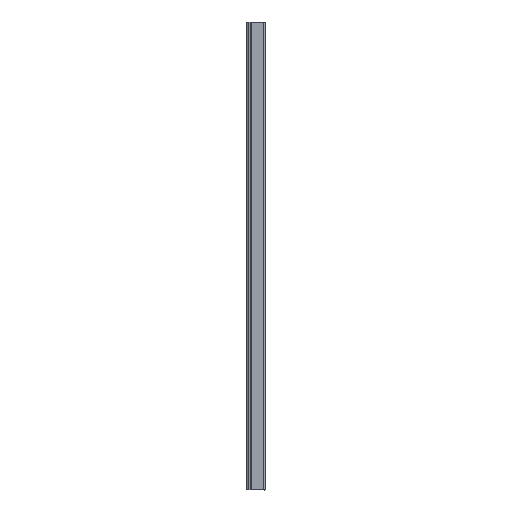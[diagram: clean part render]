
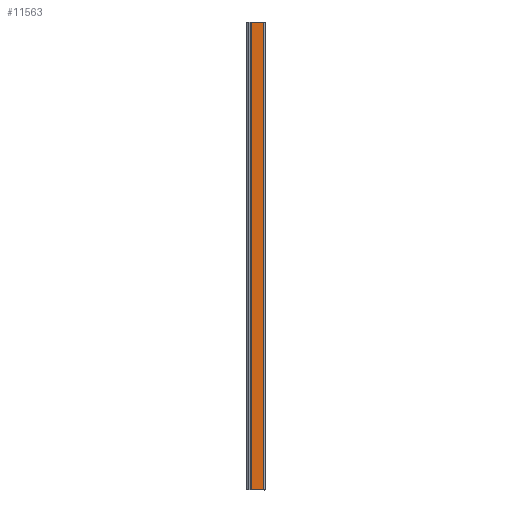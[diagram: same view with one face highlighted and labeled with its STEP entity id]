
A CAD part, left-side view. The second image highlights one B-rep face of the part: STEP entity #11563.
In plain terms, the highlighted face is planar.
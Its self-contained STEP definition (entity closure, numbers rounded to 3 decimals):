
#6507=ORIENTED_EDGE('',*,*,#8233,.T.);
#6508=ORIENTED_EDGE('',*,*,#8393,.T.);
#6509=ORIENTED_EDGE('',*,*,#8376,.F.);
#6510=ORIENTED_EDGE('',*,*,#8394,.F.);
#6994=VECTOR('',#9457,1.);
#7087=VECTOR('',#9656,1.);
#7101=VECTOR('',#9694,1.);
#7102=VECTOR('',#9697,1.);
#7381=LINE('',#10538,#6994);
#7474=LINE('',#10824,#7087);
#7488=LINE('',#10857,#7101);
#7489=LINE('',#10859,#7102);
#7770=VERTEX_POINT('',#10535);
#7771=VERTEX_POINT('',#10537);
#7910=VERTEX_POINT('',#10821);
#7911=VERTEX_POINT('',#10823);
#8233=EDGE_CURVE('',#7771,#7770,#7381,.T.);
#8376=EDGE_CURVE('',#7910,#7911,#7474,.T.);
#8393=EDGE_CURVE('',#7770,#7911,#7488,.T.);
#8394=EDGE_CURVE('',#7771,#7910,#7489,.T.);
#8578=EDGE_LOOP('',(#6507,#6508,#6509,#6510));
#8763=FACE_BOUND('',#8578,.T.);
#9457=DIRECTION('',(0.,-25.7,0.));
#9656=DIRECTION('',(0.,-25.7,0.));
#9694=DIRECTION('',(-1000.,0.,0.));
#9695=DIRECTION('',(0.,0.,-1.));
#9696=DIRECTION('',(0.,1.,0.));
#9697=DIRECTION('',(-1000.,0.,0.));
#10535=CARTESIAN_POINT('',(1000.,-17.,-20.));
#10537=CARTESIAN_POINT('',(1000.,8.7,-20.));
#10538=CARTESIAN_POINT('',(1000.,8.7,-20.));
#10821=CARTESIAN_POINT('',(0.,8.7,-20.));
#10823=CARTESIAN_POINT('',(0.,-17.,-20.));
#10824=CARTESIAN_POINT('',(0.,8.7,-20.));
#10857=CARTESIAN_POINT('',(1000.,-17.,-20.));
#10858=CARTESIAN_POINT('',(1000.,-17.,-20.));
#10859=CARTESIAN_POINT('',(1000.,8.7,-20.));
#11269=AXIS2_PLACEMENT_3D('',#10858,#9695,#9696);
#11402=PLANE('',#11269);
#11563=ADVANCED_FACE('',(#8763),#11402,.T.);
